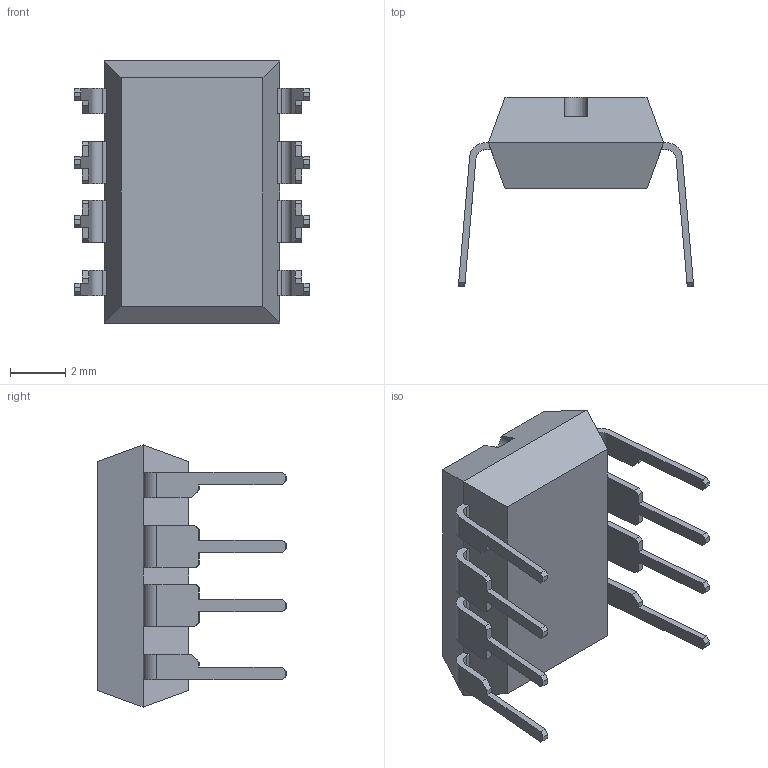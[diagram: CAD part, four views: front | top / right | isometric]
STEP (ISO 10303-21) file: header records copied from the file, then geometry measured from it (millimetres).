
FILE_DESCRIPTION (( 'STEP AP203' ), '1' );
FILE_NAME ('DIP8N.STEP', '2015-01-03T03:18:23', ( 'Fox' ), ( '' ), 'SwSTEP 2.0', 'SolidWorks 2013', '' );
FILE_SCHEMA (( 'CONFIG_CONTROL_DESIGN' ));
Length unit declared in the file: millimetre
Products named in the file (1): DIP8N
Bounding box: 8.53 x 6.85 x 9.5 mm (x, y, z)
Volume: 176.8 mm3; surface area: 277.1 mm2
Topology: 1 solids, 1 shells, 141 faces, 394 edges, 256 vertices
Faces by surface type: plane 122, cylinder 19
Entity records: 4523 total; most frequent: CARTESIAN_POINT 792, ORIENTED_EDGE 788, DIRECTION 716, EDGE_CURVE 394, LINE 356, VECTOR 356, VERTEX_POINT 256, AXIS2_PLACEMENT_3D 180
